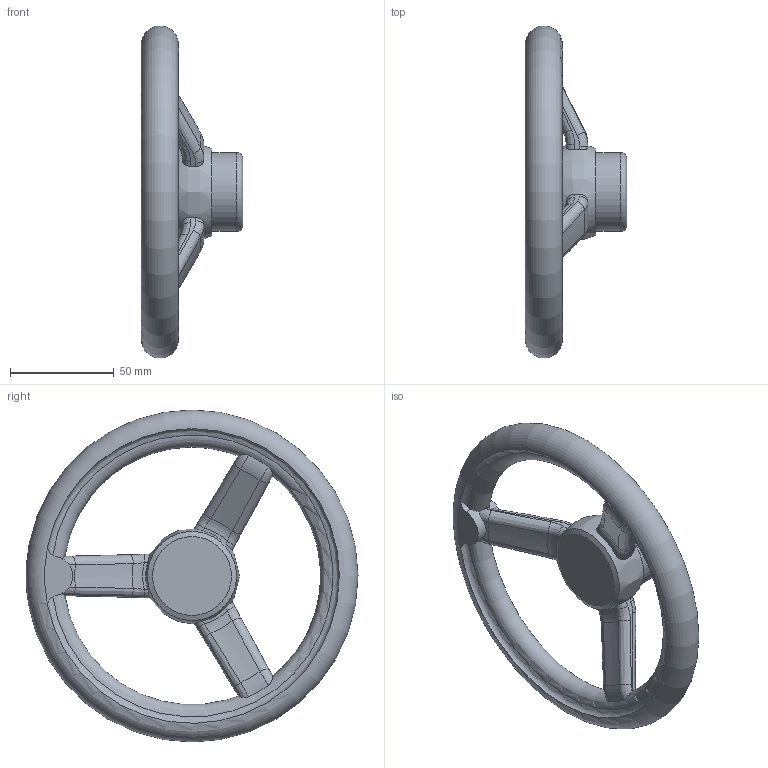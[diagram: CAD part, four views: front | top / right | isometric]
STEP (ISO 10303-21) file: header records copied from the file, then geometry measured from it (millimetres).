
FILE_DESCRIPTION(/* description */ (''),/* implementation_level */ '2;1');
FILE_NAME(/* name */ 'PN160',/* time_stamp */ '2012-11-23T17:30:24+08:00',/* author */ (''),/* organization */ (''),/* preprocessor_version */ 'ST-DEVELOPER v9',/* originating_system */ 'UGS - NX 4.0',/* authorisation */ '');
FILE_SCHEMA (('CONFIG_CONTROL_DESIGN'));
Length unit declared in the file: millimetre
Products named in the file (1): Admi5A30xp2g
Bounding box: 49 x 159.95 x 159.95 mm (x, y, z)
Volume: 169111.7 mm3; surface area: 38163.9 mm2
Topology: 1 solids, 1 shells, 91 faces, 232 edges, 143 vertices
Faces by surface type: bspline 31, cylinder 19, plane 17, torus 14, cone 10
Full cylindrical faces by diameter (mm): 38 x1
Entity records: 3404 total; most frequent: CARTESIAN_POINT 1453, ORIENTED_EDGE 448, DIRECTION 302, EDGE_CURVE 224, VERTEX_POINT 141, AXIS2_PLACEMENT_3D 137, B_SPLINE_CURVE_WITH_KNOTS 120, EDGE_LOOP 103
